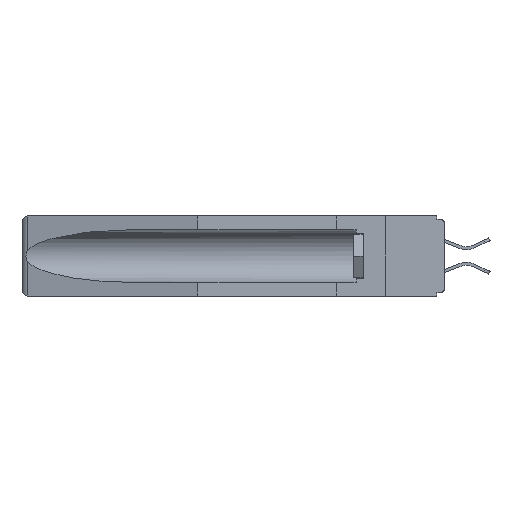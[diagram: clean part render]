
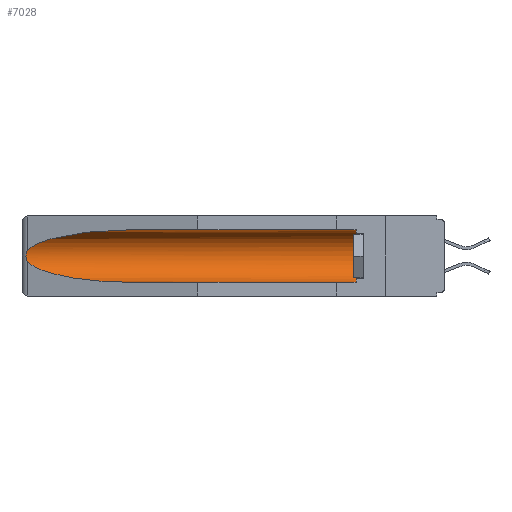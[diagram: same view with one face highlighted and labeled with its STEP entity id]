
A CAD part, left-side view. The second image highlights one B-rep face of the part: STEP entity #7028.
In plain terms, the highlighted cylindrical face has radius 2.857 mm (diameter 5.715 mm), a partial arc.
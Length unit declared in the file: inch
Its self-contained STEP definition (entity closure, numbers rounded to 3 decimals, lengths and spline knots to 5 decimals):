
#1351 = CARTESIAN_POINT ( 'NONE',  ( 0.26537, 1.52718, -0.14972 ) ) ;
#2025 = FACE_OUTER_BOUND ( 'NONE', #6140, .T. ) ;
#2590 = CARTESIAN_POINT ( 'NONE',  ( 0.2673, 1.5327, -0.16383 ) ) ;
#2720 = CARTESIAN_POINT ( 'NONE',  ( 0.155, 0.126, -0.1715 ) ) ;
#2826 = CARTESIAN_POINT ( 'NONE',  ( 0.25451, 1.48313, -0.09465 ) ) ;
#2879 = CIRCLE ( 'NONE', #4916, 0.1125 ) ;
#2918 = CARTESIAN_POINT ( 'NONE',  ( 0.155, -0.30754, -0.059 ) ) ;
#3527 = CARTESIAN_POINT ( 'NONE',  ( 0.155, 1.07973, -0.059 ) ) ;
#3929 = EDGE_CURVE ( 'NONE', #20152, #19695, #9124, .T. ) ;
#4569 = VERTEX_POINT ( 'NONE', #17742 ) ;
#4845 = CARTESIAN_POINT ( 'NONE',  ( 0.2673, 1.53269, -0.17917 ) ) ;
#4916 = AXIS2_PLACEMENT_3D ( 'NONE', #2720, #14741, #19121 ) ;
#4965 = CARTESIAN_POINT ( 'NONE',  ( 0.21114, 1.30732, -0.059 ) ) ;
#5139 = CARTESIAN_POINT ( 'NONE',  ( 0.2675, 1.53308, -0.16763 ) ) ;
#6140 = EDGE_LOOP ( 'NONE', ( #19371, #24952, #28081, #7890, #16874, #7096 ) ) ;
#6783 = CARTESIAN_POINT ( 'NONE',  ( 0.21114, 1.30732, -0.284 ) ) ;
#6880 = DIRECTION ( 'NONE',  ( 0., 0., 1. ) ) ;
#7028 = ADVANCED_FACE ( 'NONE', ( #2025 ), #16436, .F. ) ;
#7096 = ORIENTED_EDGE ( 'NONE', *, *, #30705, .T. ) ;
#7212 = CARTESIAN_POINT ( 'NONE',  ( 0.26654, 1.53092, -0.15636 ) ) ;
#7400 = CARTESIAN_POINT ( 'NONE',  ( 0.155, 0.126, -0.284 ) ) ;
#7890 = ORIENTED_EDGE ( 'NONE', *, *, #10013, .F. ) ;
#8508 = VERTEX_POINT ( 'NONE', #13608 ) ;
#8974 = CARTESIAN_POINT ( 'NONE',  ( 0.155, 1.07973, -0.059 ) ) ;
#9124 =( BOUNDED_CURVE ( )  B_SPLINE_CURVE ( 3, ( #30586, #28595, #6783, #23691 ),
 .UNSPECIFIED., .F., .F. ) 
 B_SPLINE_CURVE_WITH_KNOTS ( ( 4, 4 ),
 ( 0.1948, 1.5708 ),
 .UNSPECIFIED. ) 
 CURVE ( )  GEOMETRIC_REPRESENTATION_ITEM ( )  RATIONAL_B_SPLINE_CURVE ( ( 1., 0.848, 0.848, 1. ) ) 
 REPRESENTATION_ITEM ( '' )  );
#9406 = DIRECTION ( 'NONE',  ( 0., 1., 0. ) ) ;
#9636 = CARTESIAN_POINT ( 'NONE',  ( 0.26597, 1.5296, -0.19026 ) ) ;
#10013 = EDGE_CURVE ( 'NONE', #30842, #19695, #11129, .T. ) ;
#11129 = LINE ( 'NONE', #17985, #29461 ) ;
#11561 =( BOUNDED_CURVE ( )  B_SPLINE_CURVE ( 3, ( #8974, #4965, #2826, #1351 ),
 .UNSPECIFIED., .F., .F. ) 
 B_SPLINE_CURVE_WITH_KNOTS ( ( 4, 4 ),
 ( 4.71239, 6.08839 ),
 .UNSPECIFIED. ) 
 CURVE ( )  GEOMETRIC_REPRESENTATION_ITEM ( )  RATIONAL_B_SPLINE_CURVE ( ( 1., 0.848, 0.848, 1. ) ) 
 REPRESENTATION_ITEM ( '' )  );
#13608 = CARTESIAN_POINT ( 'NONE',  ( 0.26537, 1.52718, -0.14972 ) ) ;
#14390 = CARTESIAN_POINT ( 'NONE',  ( 0.26537, 1.52718, -0.19328 ) ) ;
#14741 = DIRECTION ( 'NONE',  ( 0., -1., 0. ) ) ;
#14838 = DIRECTION ( 'NONE',  ( 0., 1., 0. ) ) ;
#15855 = AXIS2_PLACEMENT_3D ( 'NONE', #28481, #9406, #6880 ) ;
#16436 = CYLINDRICAL_SURFACE ( 'NONE', #15855, 0.1125 ) ;
#16874 = ORIENTED_EDGE ( 'NONE', *, *, #17473, .T. ) ;
#16997 = CARTESIAN_POINT ( 'NONE',  ( 0.26655, 1.53094, -0.18657 ) ) ;
#17473 = EDGE_CURVE ( 'NONE', #30842, #4569, #2879, .T. ) ;
#17742 = CARTESIAN_POINT ( 'NONE',  ( 0.155, 0.126, -0.059 ) ) ;
#17985 = CARTESIAN_POINT ( 'NONE',  ( 0.155, -0.30754, -0.284 ) ) ;
#19091 = CARTESIAN_POINT ( 'NONE',  ( 0.2675, 1.53308, -0.17534 ) ) ;
#19121 = DIRECTION ( 'NONE',  ( 0., 0., 1. ) ) ;
#19371 = ORIENTED_EDGE ( 'NONE', *, *, #19668, .T. ) ;
#19668 = EDGE_CURVE ( 'NONE', #27541, #8508, #11561, .T. ) ;
#19695 = VERTEX_POINT ( 'NONE', #30522 ) ;
#20152 = VERTEX_POINT ( 'NONE', #14390 ) ;
#21816 = CARTESIAN_POINT ( 'NONE',  ( 0.26537, 1.52718, -0.19328 ) ) ;
#23102 = DIRECTION ( 'NONE',  ( 0., 1., 0. ) ) ;
#23691 = CARTESIAN_POINT ( 'NONE',  ( 0.155, 1.07973, -0.284 ) ) ;
#23918 = CARTESIAN_POINT ( 'NONE',  ( 0.26537, 1.52718, -0.14972 ) ) ;
#24243 = CARTESIAN_POINT ( 'NONE',  ( 0.26597, 1.52961, -0.15275 ) ) ;
#24943 = LINE ( 'NONE', #2918, #30519 ) ;
#24952 = ORIENTED_EDGE ( 'NONE', *, *, #27478, .T. ) ;
#27478 = EDGE_CURVE ( 'NONE', #8508, #20152, #29582, .T. ) ;
#27541 = VERTEX_POINT ( 'NONE', #3527 ) ;
#28081 = ORIENTED_EDGE ( 'NONE', *, *, #3929, .T. ) ;
#28481 = CARTESIAN_POINT ( 'NONE',  ( 0.155, -0.30754, -0.1715 ) ) ;
#28595 = CARTESIAN_POINT ( 'NONE',  ( 0.25451, 1.48313, -0.24835 ) ) ;
#29461 = VECTOR ( 'NONE', #23102, 39.37008 ) ;
#29582 = B_SPLINE_CURVE_WITH_KNOTS ( 'NONE', 3,
 ( #23918, #24243, #7212, #2590, #5139, #19091, #4845, #16997, #9636, #21816 ),
 .UNSPECIFIED., .F., .F.,
 ( 4, 2, 2, 2, 4 ),
 ( 0., 0.00029, 0.00058, 0.00087, 0.00117 ),
 .UNSPECIFIED. ) ;
#30519 = VECTOR ( 'NONE', #14838, 39.37008 ) ;
#30522 = CARTESIAN_POINT ( 'NONE',  ( 0.155, 1.07973, -0.284 ) ) ;
#30586 = CARTESIAN_POINT ( 'NONE',  ( 0.26537, 1.52718, -0.19328 ) ) ;
#30705 = EDGE_CURVE ( 'NONE', #4569, #27541, #24943, .T. ) ;
#30842 = VERTEX_POINT ( 'NONE', #7400 ) ;
